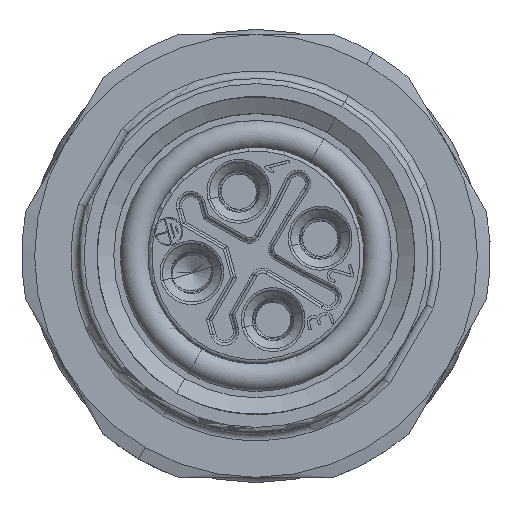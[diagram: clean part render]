
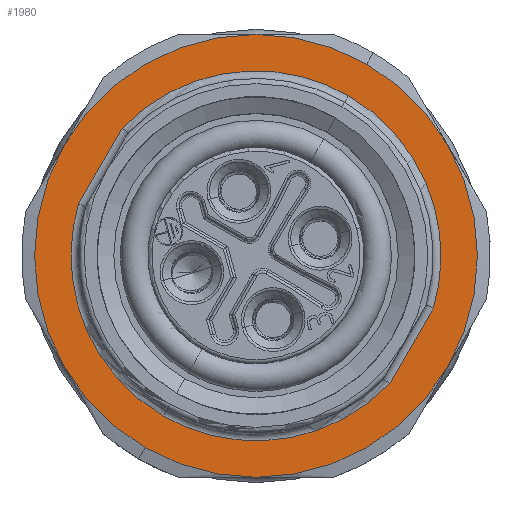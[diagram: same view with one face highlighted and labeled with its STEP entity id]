
A CAD part, top view. The second image highlights one B-rep face of the part: STEP entity #1980.
In plain terms, the highlighted planar face has unit normal (0, 0, 1).
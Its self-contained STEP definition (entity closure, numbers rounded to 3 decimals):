
#1730=AXIS2_PLACEMENT_3D('Circle Axis2P3D',#1728,#1729,$) ;
#1747=AXIS2_PLACEMENT_3D('Circle Axis2P3D',#1745,#1746,$) ;
#1771=AXIS2_PLACEMENT_3D('Circle Axis2P3D',#1769,#1770,$) ;
#1788=AXIS2_PLACEMENT_3D('Circle Axis2P3D',#1786,#1787,$) ;
#1805=AXIS2_PLACEMENT_3D('Circle Axis2P3D',#1803,#1804,$) ;
#1822=AXIS2_PLACEMENT_3D('Circle Axis2P3D',#1820,#1821,$) ;
#1846=AXIS2_PLACEMENT_3D('Circle Axis2P3D',#1844,#1845,$) ;
#1863=AXIS2_PLACEMENT_3D('Circle Axis2P3D',#1861,#1862,$) ;
#1876=AXIS2_PLACEMENT_3D('Plane Axis2P3D',#1873,#1874,#1875) ;
#1320=CARTESIAN_POINT('Vertex',(16.361,4.45,74.125)) ;
#1382=CARTESIAN_POINT('Vertex',(9.,0.2,74.125)) ;
#1470=CARTESIAN_POINT('Vertex',(1.639,4.45,74.125)) ;
#1532=CARTESIAN_POINT('Vertex',(1.639,12.95,74.125)) ;
#1594=CARTESIAN_POINT('Vertex',(9.,17.2,74.125)) ;
#1680=CARTESIAN_POINT('Vertex',(16.361,12.95,74.125)) ;
#1728=CARTESIAN_POINT('Axis2P3D Location',(9.,8.7,74.125)) ;
#1745=CARTESIAN_POINT('Axis2P3D Location',(9.,8.7,74.125)) ;
#1766=CARTESIAN_POINT('Vertex',(4.75,1.339,74.125)) ;
#1769=CARTESIAN_POINT('Axis2P3D Location',(9.,8.7,74.125)) ;
#1786=CARTESIAN_POINT('Axis2P3D Location',(9.,8.7,74.125)) ;
#1803=CARTESIAN_POINT('Axis2P3D Location',(9.,8.7,74.125)) ;
#1820=CARTESIAN_POINT('Axis2P3D Location',(9.,8.7,74.125)) ;
#1841=CARTESIAN_POINT('Vertex',(13.25,16.061,74.125)) ;
#1844=CARTESIAN_POINT('Axis2P3D Location',(9.,8.7,74.125)) ;
#1861=CARTESIAN_POINT('Axis2P3D Location',(9.,8.7,74.125)) ;
#1873=CARTESIAN_POINT('Axis2P3D Location',(9.,8.7,74.125)) ;
#1889=CARTESIAN_POINT('Control Point',(3.861,13.599,74.125)) ;
#1890=CARTESIAN_POINT('Control Point',(4.311,14.072,74.125)) ;
#1891=CARTESIAN_POINT('Control Point',(4.816,14.492,74.125)) ;
#1892=CARTESIAN_POINT('Control Point',(5.367,14.853,74.125)) ;
#1893=CARTESIAN_POINT('Control Point',(6.542,15.441,74.125)) ;
#1894=CARTESIAN_POINT('Control Point',(7.82,15.747,74.125)) ;
#1895=CARTESIAN_POINT('Control Point',(8.474,15.826,74.125)) ;
#1896=CARTESIAN_POINT('Control Point',(9.722,15.831,74.125)) ;
#1897=CARTESIAN_POINT('Control Point',(10.94,15.568,74.125)) ;
#1898=CARTESIAN_POINT('Control Point',(11.502,15.383,74.125)) ;
#1899=CARTESIAN_POINT('Control Point',(12.041,15.142,74.125)) ;
#1900=CARTESIAN_POINT('Control Point',(12.55,14.849,74.125)) ;
#1901=CARTESIAN_POINT('Vertex',(3.861,13.599,74.125)) ;
#1903=CARTESIAN_POINT('Vertex',(12.55,14.849,74.125)) ;
#1907=CARTESIAN_POINT('Control Point',(12.55,14.849,74.125)) ;
#1908=CARTESIAN_POINT('Control Point',(12.607,14.816,74.125)) ;
#1909=CARTESIAN_POINT('Control Point',(12.663,14.783,74.125)) ;
#1910=CARTESIAN_POINT('Control Point',(12.719,14.749,74.125)) ;
#1911=CARTESIAN_POINT('Control Point',(13.328,14.368,74.125)) ;
#1912=CARTESIAN_POINT('Control Point',(13.888,13.912,74.125)) ;
#1913=CARTESIAN_POINT('Control Point',(14.347,13.44,74.125)) ;
#1914=CARTESIAN_POINT('Control Point',(15.148,12.398,74.125)) ;
#1915=CARTESIAN_POINT('Control Point',(15.693,11.202,74.125)) ;
#1916=CARTESIAN_POINT('Control Point',(15.895,10.576,74.125)) ;
#1917=CARTESIAN_POINT('Control Point',(16.125,9.416,74.125)) ;
#1918=CARTESIAN_POINT('Control Point',(16.114,8.236,74.125)) ;
#1919=CARTESIAN_POINT('Control Point',(16.06,7.714,74.125)) ;
#1920=CARTESIAN_POINT('Control Point',(15.959,7.2,74.125)) ;
#1921=CARTESIAN_POINT('Control Point',(15.812,6.699,74.125)) ;
#1922=CARTESIAN_POINT('Vertex',(15.812,6.699,74.125)) ;
#1925=CARTESIAN_POINT('Line Origine',(14.976,5.25,74.125)) ;
#1929=CARTESIAN_POINT('Vertex',(14.139,3.801,74.125)) ;
#1933=CARTESIAN_POINT('Control Point',(14.139,3.801,74.125)) ;
#1934=CARTESIAN_POINT('Control Point',(13.689,3.328,74.125)) ;
#1935=CARTESIAN_POINT('Control Point',(13.184,2.908,74.125)) ;
#1936=CARTESIAN_POINT('Control Point',(12.633,2.547,74.125)) ;
#1937=CARTESIAN_POINT('Control Point',(11.458,1.959,74.125)) ;
#1938=CARTESIAN_POINT('Control Point',(10.18,1.653,74.125)) ;
#1939=CARTESIAN_POINT('Control Point',(9.526,1.574,74.125)) ;
#1940=CARTESIAN_POINT('Control Point',(8.278,1.569,74.125)) ;
#1941=CARTESIAN_POINT('Control Point',(7.06,1.832,74.125)) ;
#1942=CARTESIAN_POINT('Control Point',(6.498,2.017,74.125)) ;
#1943=CARTESIAN_POINT('Control Point',(5.959,2.258,74.125)) ;
#1944=CARTESIAN_POINT('Control Point',(5.45,2.551,74.125)) ;
#1945=CARTESIAN_POINT('Vertex',(5.45,2.551,74.125)) ;
#1949=CARTESIAN_POINT('Control Point',(5.45,2.551,74.125)) ;
#1950=CARTESIAN_POINT('Control Point',(5.393,2.584,74.125)) ;
#1951=CARTESIAN_POINT('Control Point',(5.337,2.617,74.125)) ;
#1952=CARTESIAN_POINT('Control Point',(5.281,2.651,74.125)) ;
#1953=CARTESIAN_POINT('Control Point',(4.672,3.032,74.125)) ;
#1954=CARTESIAN_POINT('Control Point',(4.112,3.488,74.125)) ;
#1955=CARTESIAN_POINT('Control Point',(3.653,3.96,74.125)) ;
#1956=CARTESIAN_POINT('Control Point',(2.852,5.002,74.125)) ;
#1957=CARTESIAN_POINT('Control Point',(2.307,6.198,74.125)) ;
#1958=CARTESIAN_POINT('Control Point',(2.105,6.824,74.125)) ;
#1959=CARTESIAN_POINT('Control Point',(1.875,7.984,74.125)) ;
#1960=CARTESIAN_POINT('Control Point',(1.886,9.164,74.125)) ;
#1961=CARTESIAN_POINT('Control Point',(1.94,9.686,74.125)) ;
#1962=CARTESIAN_POINT('Control Point',(2.041,10.2,74.125)) ;
#1963=CARTESIAN_POINT('Control Point',(2.188,10.701,74.125)) ;
#1964=CARTESIAN_POINT('Vertex',(2.188,10.701,74.125)) ;
#1967=CARTESIAN_POINT('Line Origine',(3.024,12.15,74.125)) ;
#1729=DIRECTION('Axis2P3D Direction',(0.,0.,-1.)) ;
#1746=DIRECTION('Axis2P3D Direction',(0.,0.,-1.)) ;
#1770=DIRECTION('Axis2P3D Direction',(0.,0.,-1.)) ;
#1787=DIRECTION('Axis2P3D Direction',(0.,0.,-1.)) ;
#1804=DIRECTION('Axis2P3D Direction',(0.,0.,-1.)) ;
#1821=DIRECTION('Axis2P3D Direction',(0.,0.,-1.)) ;
#1845=DIRECTION('Axis2P3D Direction',(0.,0.,-1.)) ;
#1862=DIRECTION('Axis2P3D Direction',(0.,0.,-1.)) ;
#1874=DIRECTION('Axis2P3D Direction',(0.,0.,1.)) ;
#1875=DIRECTION('Axis2P3D XDirection',(-0.5,-0.866,0.)) ;
#1926=DIRECTION('Vector Direction',(-0.5,-0.866,0.)) ;
#1968=DIRECTION('Vector Direction',(0.5,0.866,0.)) ;
#1927=VECTOR('Line Direction',#1926,1.) ;
#1969=VECTOR('Line Direction',#1968,1.) ;
#1879=ORIENTED_EDGE('',*,*,#1749,.T.) ;
#1880=ORIENTED_EDGE('',*,*,#1732,.T.) ;
#1881=ORIENTED_EDGE('',*,*,#1865,.T.) ;
#1882=ORIENTED_EDGE('',*,*,#1848,.T.) ;
#1883=ORIENTED_EDGE('',*,*,#1824,.T.) ;
#1884=ORIENTED_EDGE('',*,*,#1807,.T.) ;
#1885=ORIENTED_EDGE('',*,*,#1790,.T.) ;
#1886=ORIENTED_EDGE('',*,*,#1773,.T.) ;
#1973=ORIENTED_EDGE('',*,*,#1905,.T.) ;
#1974=ORIENTED_EDGE('',*,*,#1924,.T.) ;
#1975=ORIENTED_EDGE('',*,*,#1931,.T.) ;
#1976=ORIENTED_EDGE('',*,*,#1947,.T.) ;
#1977=ORIENTED_EDGE('',*,*,#1966,.T.) ;
#1978=ORIENTED_EDGE('',*,*,#1971,.T.) ;
#1979=FACE_BOUND('',#1972,.T.) ;
#1980=ADVANCED_FACE('Hauptk\X2\00F6\X0\rper',(#1887,#1979),#1877,.T.) ;
#1888=B_SPLINE_CURVE_WITH_KNOTS('',5,(#1889,#1890,#1891,#1892,#1893,#1894,#1895,#1896,#1897,#1898,#1899,#1900),.UNSPECIFIED.,.F.,.U.,(6,3,3,6),(0.,4.615,9.23,13.383),.UNSPECIFIED.) ;
#1906=B_SPLINE_CURVE_WITH_KNOTS('',5,(#1907,#1908,#1909,#1910,#1911,#1912,#1913,#1914,#1915,#1916,#1917,#1918,#1919,#1920,#1921),.UNSPECIFIED.,.F.,.U.,(6,3,3,3,6),(13.383,13.845,18.461,23.076,26.766),.UNSPECIFIED.) ;
#1932=B_SPLINE_CURVE_WITH_KNOTS('',5,(#1933,#1934,#1935,#1936,#1937,#1938,#1939,#1940,#1941,#1942,#1943,#1944),.UNSPECIFIED.,.F.,.U.,(6,3,3,6),(0.,4.615,9.23,13.383),.UNSPECIFIED.) ;
#1948=B_SPLINE_CURVE_WITH_KNOTS('',5,(#1949,#1950,#1951,#1952,#1953,#1954,#1955,#1956,#1957,#1958,#1959,#1960,#1961,#1962,#1963),.UNSPECIFIED.,.F.,.U.,(6,3,3,3,6),(13.383,13.845,18.461,23.076,26.766),.UNSPECIFIED.) ;
#1731=CIRCLE('generated circle',#1730,8.5) ;
#1748=CIRCLE('generated circle',#1747,8.5) ;
#1772=CIRCLE('generated circle',#1771,8.5) ;
#1789=CIRCLE('generated circle',#1788,8.5) ;
#1806=CIRCLE('generated circle',#1805,8.5) ;
#1823=CIRCLE('generated circle',#1822,8.5) ;
#1847=CIRCLE('generated circle',#1846,8.5) ;
#1864=CIRCLE('generated circle',#1863,8.5) ;
#1732=EDGE_CURVE('',#1321,#1681,#1731,.F.) ;
#1749=EDGE_CURVE('',#1383,#1321,#1748,.F.) ;
#1773=EDGE_CURVE('',#1767,#1383,#1772,.F.) ;
#1790=EDGE_CURVE('',#1471,#1767,#1789,.F.) ;
#1807=EDGE_CURVE('',#1533,#1471,#1806,.F.) ;
#1824=EDGE_CURVE('',#1595,#1533,#1823,.F.) ;
#1848=EDGE_CURVE('',#1842,#1595,#1847,.F.) ;
#1865=EDGE_CURVE('',#1681,#1842,#1864,.F.) ;
#1905=EDGE_CURVE('',#1902,#1904,#1888,.T.) ;
#1924=EDGE_CURVE('',#1904,#1923,#1906,.T.) ;
#1931=EDGE_CURVE('',#1923,#1930,#1928,.T.) ;
#1947=EDGE_CURVE('',#1930,#1946,#1932,.T.) ;
#1966=EDGE_CURVE('',#1946,#1965,#1948,.T.) ;
#1971=EDGE_CURVE('',#1965,#1902,#1970,.T.) ;
#1878=EDGE_LOOP('',(#1879,#1880,#1881,#1882,#1883,#1884,#1885,#1886)) ;
#1972=EDGE_LOOP('',(#1973,#1974,#1975,#1976,#1977,#1978)) ;
#1887=FACE_OUTER_BOUND('',#1878,.T.) ;
#1928=LINE('Line',#1925,#1927) ;
#1970=LINE('Line',#1967,#1969) ;
#1877=PLANE('',#1876) ;
#1321=VERTEX_POINT('',#1320) ;
#1383=VERTEX_POINT('',#1382) ;
#1471=VERTEX_POINT('',#1470) ;
#1533=VERTEX_POINT('',#1532) ;
#1595=VERTEX_POINT('',#1594) ;
#1681=VERTEX_POINT('',#1680) ;
#1767=VERTEX_POINT('',#1766) ;
#1842=VERTEX_POINT('',#1841) ;
#1902=VERTEX_POINT('',#1901) ;
#1904=VERTEX_POINT('',#1903) ;
#1923=VERTEX_POINT('',#1922) ;
#1930=VERTEX_POINT('',#1929) ;
#1946=VERTEX_POINT('',#1945) ;
#1965=VERTEX_POINT('',#1964) ;
